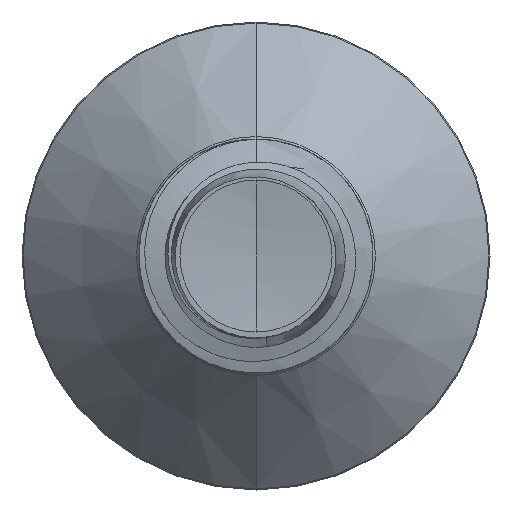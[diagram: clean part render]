
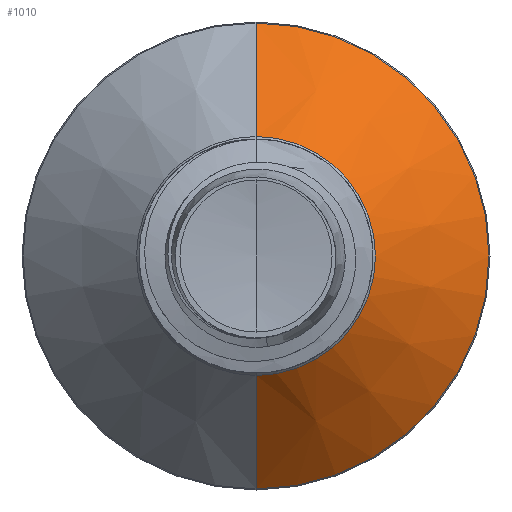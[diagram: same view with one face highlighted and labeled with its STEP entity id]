
A CAD part, front view. The second image highlights one B-rep face of the part: STEP entity #1010.
In plain terms, the highlighted conical face has half-angle 45 degrees and reference radius 2.042 mm.
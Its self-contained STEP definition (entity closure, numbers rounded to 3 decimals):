
#421 = LINE ( 'NONE', #16715, #20608 ) ;
#1010 = ADVANCED_FACE ( 'NONE', ( #4119 ), #8672, .T. ) ;
#4119 = FACE_OUTER_BOUND ( 'NONE', #8131, .T. ) ;
#5695 = EDGE_CURVE ( 'NONE', #17349, #27969, #12723, .T. ) ;
#6727 = DIRECTION ( 'NONE',  ( 0., 1., 0. ) ) ;
#8131 = EDGE_LOOP ( 'NONE', ( #17311, #28670, #18267, #31189 ) ) ;
#8608 = DIRECTION ( 'NONE',  ( 0., 0., 1. ) ) ;
#8672 = CONICAL_SURFACE ( 'NONE', #14455, 2.042, 0.785 ) ;
#9287 = DIRECTION ( 'NONE',  ( 0., 1., 0. ) ) ;
#9688 = DIRECTION ( 'NONE',  ( 0., 1., 0. ) ) ;
#10560 = VERTEX_POINT ( 'NONE', #15138 ) ;
#11402 = CARTESIAN_POINT ( 'NONE',  ( 0., 12.342, 2.042 ) ) ;
#11407 = AXIS2_PLACEMENT_3D ( 'NONE', #25339, #9688, #27918 ) ;
#11610 = EDGE_CURVE ( 'NONE', #27969, #26079, #421, .T. ) ;
#12723 = CIRCLE ( 'NONE', #11407, 2.042 ) ;
#13355 = EDGE_CURVE ( 'NONE', #10560, #26079, #15987, .T. ) ;
#14358 = CARTESIAN_POINT ( 'NONE',  ( 0., 12.342, 2.042 ) ) ;
#14455 = AXIS2_PLACEMENT_3D ( 'NONE', #27735, #9287, #8608 ) ;
#14687 = LINE ( 'NONE', #14358, #20026 ) ;
#15138 = CARTESIAN_POINT ( 'NONE',  ( 0., 14.282, 3.982 ) ) ;
#15987 = CIRCLE ( 'NONE', #32112, 3.982 ) ;
#16715 = CARTESIAN_POINT ( 'NONE',  ( 0., 12.342, -2.042 ) ) ;
#17311 = ORIENTED_EDGE ( 'NONE', *, *, #5695, .T. ) ;
#17349 = VERTEX_POINT ( 'NONE', #11402 ) ;
#18267 = ORIENTED_EDGE ( 'NONE', *, *, #13355, .F. ) ;
#20026 = VECTOR ( 'NONE', #32521, 1000. ) ;
#20608 = VECTOR ( 'NONE', #29210, 1000. ) ;
#22395 = CARTESIAN_POINT ( 'NONE',  ( 0., 14.282, 0. ) ) ;
#25012 = DIRECTION ( 'NONE',  ( 0., 0., 1. ) ) ;
#25339 = CARTESIAN_POINT ( 'NONE',  ( 0., 12.342, 0. ) ) ;
#26079 = VERTEX_POINT ( 'NONE', #28690 ) ;
#27735 = CARTESIAN_POINT ( 'NONE',  ( 0., 12.342, 0. ) ) ;
#27918 = DIRECTION ( 'NONE',  ( 0., 0., 1. ) ) ;
#27969 = VERTEX_POINT ( 'NONE', #28874 ) ;
#28670 = ORIENTED_EDGE ( 'NONE', *, *, #11610, .T. ) ;
#28690 = CARTESIAN_POINT ( 'NONE',  ( 0., 14.282, -3.982 ) ) ;
#28874 = CARTESIAN_POINT ( 'NONE',  ( 0., 12.342, -2.042 ) ) ;
#29210 = DIRECTION ( 'NONE',  ( 0., 0.707, -0.707 ) ) ;
#30323 = EDGE_CURVE ( 'NONE', #17349, #10560, #14687, .T. ) ;
#31189 = ORIENTED_EDGE ( 'NONE', *, *, #30323, .F. ) ;
#32112 = AXIS2_PLACEMENT_3D ( 'NONE', #22395, #6727, #25012 ) ;
#32521 = DIRECTION ( 'NONE',  ( 0., 0.707, 0.707 ) ) ;
